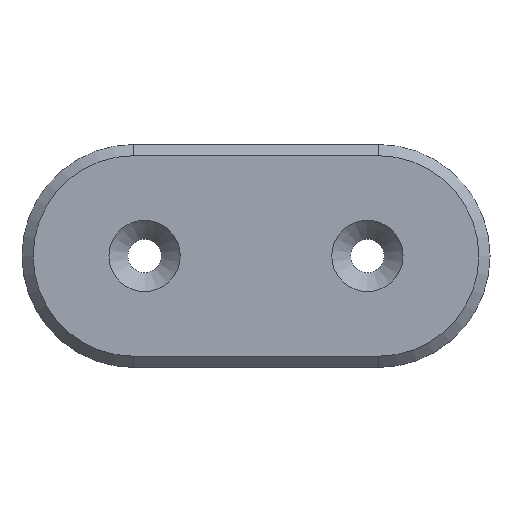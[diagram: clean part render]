
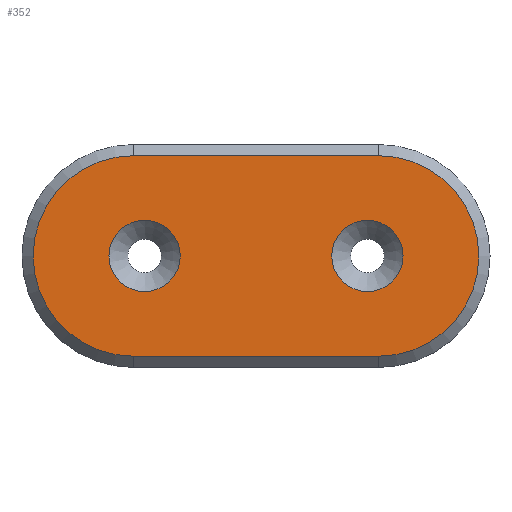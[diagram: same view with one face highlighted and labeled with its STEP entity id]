
A CAD part, top view. The second image highlights one B-rep face of the part: STEP entity #352.
In plain terms, the highlighted planar face has unit normal (0, 0, 1).
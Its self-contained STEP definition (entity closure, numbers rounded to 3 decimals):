
#28=PLANE('',#395);
#42=CIRCLE('',#396,9.);
#43=CIRCLE('',#397,9.);
#44=CIRCLE('',#398,3.2);
#45=CIRCLE('',#399,3.2);
#76=ORIENTED_EDGE('',*,*,#156,.T.);
#77=ORIENTED_EDGE('',*,*,#157,.T.);
#78=ORIENTED_EDGE('',*,*,#158,.T.);
#79=ORIENTED_EDGE('',*,*,#159,.T.);
#80=ORIENTED_EDGE('',*,*,#160,.T.);
#81=ORIENTED_EDGE('',*,*,#161,.T.);
#156=EDGE_CURVE('',#194,#195,#224,.T.);
#157=EDGE_CURVE('',#195,#196,#42,.F.);
#158=EDGE_CURVE('',#196,#197,#225,.T.);
#159=EDGE_CURVE('',#197,#194,#43,.F.);
#160=EDGE_CURVE('',#198,#198,#44,.T.);
#161=EDGE_CURVE('',#199,#199,#45,.T.);
#194=VERTEX_POINT('',#580);
#195=VERTEX_POINT('',#581);
#196=VERTEX_POINT('',#583);
#197=VERTEX_POINT('',#585);
#198=VERTEX_POINT('',#588);
#199=VERTEX_POINT('',#590);
#224=LINE('',#579,#244);
#225=LINE('',#584,#245);
#244=VECTOR('',#463,1000.);
#245=VECTOR('',#466,1000.);
#260=EDGE_LOOP('',(#76,#77,#78,#79));
#261=EDGE_LOOP('',(#80));
#262=EDGE_LOOP('',(#81));
#302=FACE_BOUND('',#260,.T.);
#303=FACE_BOUND('',#261,.T.);
#304=FACE_BOUND('',#262,.T.);
#352=ADVANCED_FACE('',(#302,#303,#304),#28,.F.);
#395=AXIS2_PLACEMENT_3D('',#578,#461,#462);
#396=AXIS2_PLACEMENT_3D('',#582,#464,#465);
#397=AXIS2_PLACEMENT_3D('',#586,#467,#468);
#398=AXIS2_PLACEMENT_3D('',#587,#469,#470);
#399=AXIS2_PLACEMENT_3D('',#589,#471,#472);
#461=DIRECTION('',(0.,0.,-1.));
#462=DIRECTION('',(-1.,0.,0.));
#463=DIRECTION('',(-1.,0.,0.));
#464=DIRECTION('',(0.,0.,-1.));
#465=DIRECTION('',(-1.,0.,0.));
#466=DIRECTION('',(1.,0.,0.));
#467=DIRECTION('',(0.,0.,-1.));
#468=DIRECTION('',(-1.,0.,0.));
#469=DIRECTION('',(0.,0.,-1.));
#470=DIRECTION('',(0.,1.,0.));
#471=DIRECTION('',(0.,0.,-1.));
#472=DIRECTION('',(0.,1.,0.));
#578=CARTESIAN_POINT('',(-11.,0.,6.));
#579=CARTESIAN_POINT('',(-11.,9.,6.));
#580=CARTESIAN_POINT('',(11.,9.,6.));
#581=CARTESIAN_POINT('',(-11.,9.,6.));
#582=CARTESIAN_POINT('',(-11.,0.,6.));
#583=CARTESIAN_POINT('',(-11.,-9.,6.));
#584=CARTESIAN_POINT('',(11.,-9.,6.));
#585=CARTESIAN_POINT('',(11.,-9.,6.));
#586=CARTESIAN_POINT('',(11.,0.,6.));
#587=CARTESIAN_POINT('',(10.,0.,6.));
#588=CARTESIAN_POINT('',(10.,3.2,6.));
#589=CARTESIAN_POINT('',(-10.,0.,6.));
#590=CARTESIAN_POINT('',(-10.,3.2,6.));
